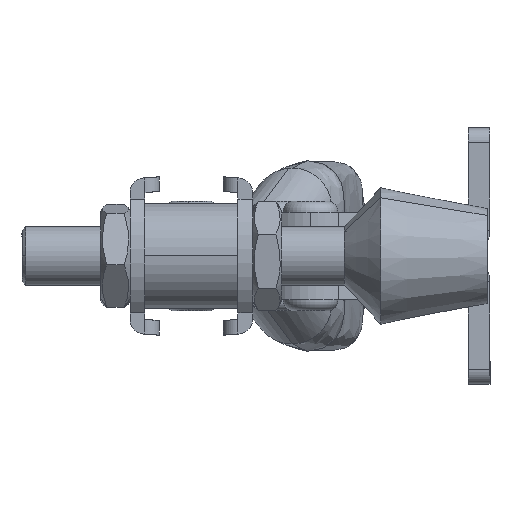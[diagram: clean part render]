
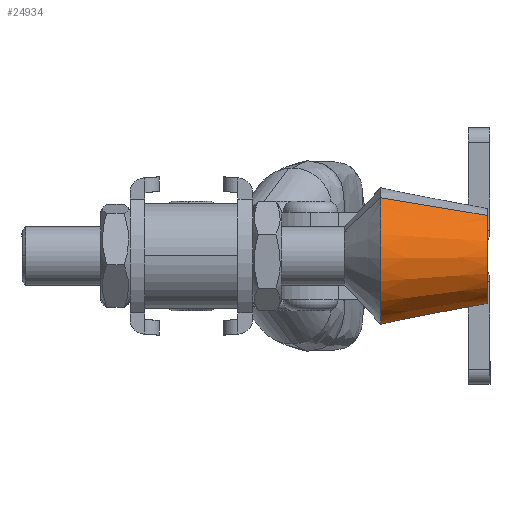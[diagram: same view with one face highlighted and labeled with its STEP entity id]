
A CAD part, left-side view. The second image highlights one B-rep face of the part: STEP entity #24934.
In plain terms, the highlighted conical face has half-angle 11 degrees and reference radius 6.5 mm.
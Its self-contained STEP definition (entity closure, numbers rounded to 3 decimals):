
#2637 = AXIS2_PLACEMENT_3D ( 'NONE', #27430, #27429, #27428 ) ;
#2651 = AXIS2_PLACEMENT_3D ( 'NONE', #19314, #19311, #19308 ) ;
#5591 = CONICAL_SURFACE ( 'NONE', #5880, 6.5, 0.192 ) ;
#5605 = FACE_OUTER_BOUND ( 'NONE', #16283, .T. ) ;
#5880 = AXIS2_PLACEMENT_3D ( 'NONE', #7006, #7004, #6997 ) ;
#6997 = DIRECTION ( 'NONE',  ( 0., 0., 1. ) ) ;
#7004 = DIRECTION ( 'NONE',  ( 0., 1., 0. ) ) ;
#7006 = CARTESIAN_POINT ( 'NONE',  ( 0., 0., 0. ) ) ;
#8011 = LINE ( 'NONE', #27504, #8017 ) ;
#8017 = VECTOR ( 'NONE', #27486, 1000. ) ;
#8087 = CIRCLE ( 'NONE', #2637, 6.5 ) ;
#8284 = CIRCLE ( 'NONE', #2651, 9.325 ) ;
#12497 = LINE ( 'NONE', #19501, #12499 ) ;
#12499 = VECTOR ( 'NONE', #19479, 1000. ) ;
#16283 = EDGE_LOOP ( 'NONE', ( #19700, #19699, #19698, #19697 ) ) ;
#16825 = VERTEX_POINT ( 'NONE', #24209 ) ;
#17665 = VERTEX_POINT ( 'NONE', #23312 ) ;
#17667 = VERTEX_POINT ( 'NONE', #23310 ) ;
#17669 = VERTEX_POINT ( 'NONE', #23306 ) ;
#19308 = DIRECTION ( 'NONE',  ( 0., 0., -1. ) ) ;
#19311 = DIRECTION ( 'NONE',  ( 0., -1., 0. ) ) ;
#19314 = CARTESIAN_POINT ( 'NONE',  ( 0., 14.534, 0. ) ) ;
#19479 = DIRECTION ( 'NONE',  ( 0., 0.982, 0.191 ) ) ;
#19501 = CARTESIAN_POINT ( 'NONE',  ( 0., 0., 6.5 ) ) ;
#19697 = ORIENTED_EDGE ( 'NONE', *, *, #21319, .T. ) ;
#19698 = ORIENTED_EDGE ( 'NONE', *, *, #21176, .T. ) ;
#19699 = ORIENTED_EDGE ( 'NONE', *, *, #21522, .F. ) ;
#19700 = ORIENTED_EDGE ( 'NONE', *, *, #21513, .F. ) ;
#21176 = EDGE_CURVE ( 'NONE', #17667, #17665, #12497, .T. ) ;
#21319 = EDGE_CURVE ( 'NONE', #17665, #17669, #8284, .T. ) ;
#21513 = EDGE_CURVE ( 'NONE', #16825, #17669, #8011, .T. ) ;
#21522 = EDGE_CURVE ( 'NONE', #17667, #16825, #8087, .T. ) ;
#23306 = CARTESIAN_POINT ( 'NONE',  ( 0., 14.534, -9.325 ) ) ;
#23310 = CARTESIAN_POINT ( 'NONE',  ( 0., 0., 6.5 ) ) ;
#23312 = CARTESIAN_POINT ( 'NONE',  ( 0., 14.534, 9.325 ) ) ;
#24209 = CARTESIAN_POINT ( 'NONE',  ( 0., 0., -6.5 ) ) ;
#24934 = ADVANCED_FACE ( 'NONE', ( #5605 ), #5591, .T. ) ;
#27428 = DIRECTION ( 'NONE',  ( 0., 0., -1. ) ) ;
#27429 = DIRECTION ( 'NONE',  ( 0., -1., 0. ) ) ;
#27430 = CARTESIAN_POINT ( 'NONE',  ( 0., 0., 0. ) ) ;
#27486 = DIRECTION ( 'NONE',  ( 0., 0.982, -0.191 ) ) ;
#27504 = CARTESIAN_POINT ( 'NONE',  ( 0., 0., -6.5 ) ) ;
